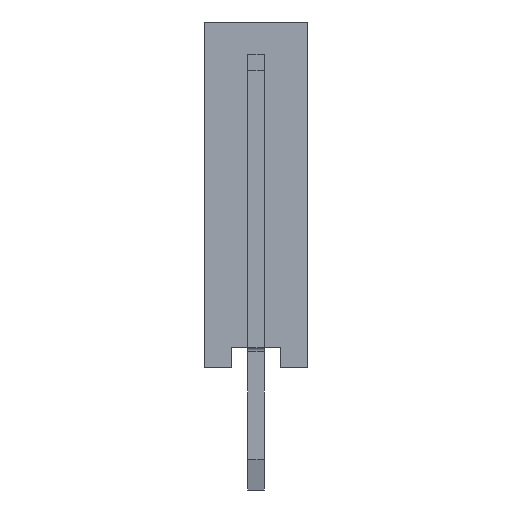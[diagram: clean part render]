
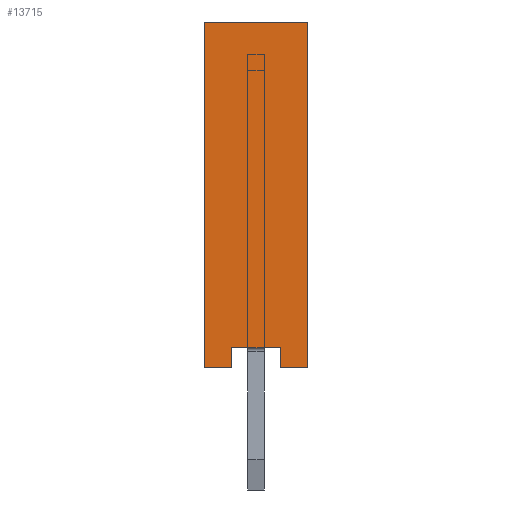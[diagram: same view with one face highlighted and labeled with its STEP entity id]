
A CAD part, left-side view. The second image highlights one B-rep face of the part: STEP entity #13715.
In plain terms, the highlighted planar face has unit normal (-1, 0, 0).
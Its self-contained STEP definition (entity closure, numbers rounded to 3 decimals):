
#13715=ADVANCED_FACE('',(#29313),#29315,.T.);
#29313=FACE_BOUND('',#29314,.T.);
#29314=EDGE_LOOP('',(#42089,#42090,#42091,#42092,#42093,#42094,#42095,#42096));
#29315=PLANE('',#29316);
#29316=AXIS2_PLACEMENT_3D('',#29317,#29318,#29319);
#29317=CARTESIAN_POINT('',(-1.27,1.27,0.));
#29318=DIRECTION('',(-1.,0.,0.));
#29319=DIRECTION('',(0.,-1.,0.));
#42089=ORIENTED_EDGE('',*,*,#49611,.T.);
#42090=ORIENTED_EDGE('',*,*,#49612,.T.);
#42091=ORIENTED_EDGE('',*,*,#49613,.T.);
#42092=ORIENTED_EDGE('',*,*,#49614,.F.);
#42093=ORIENTED_EDGE('',*,*,#49615,.F.);
#42094=ORIENTED_EDGE('',*,*,#49616,.T.);
#42095=ORIENTED_EDGE('',*,*,#49617,.T.);
#42096=ORIENTED_EDGE('',*,*,#47157,.T.);
#47157=EDGE_CURVE('',#55025,#55026,#55027,.T.);
#49611=EDGE_CURVE('',#55026,#58675,#58676,.F.);
#49612=EDGE_CURVE('',#58675,#58677,#58678,.T.);
#49613=EDGE_CURVE('',#58677,#58679,#58680,.T.);
#49614=EDGE_CURVE('',#58681,#58679,#58682,.T.);
#49615=EDGE_CURVE('',#58683,#58681,#58684,.T.);
#49616=EDGE_CURVE('',#58683,#58685,#58686,.T.);
#49617=EDGE_CURVE('',#58685,#55025,#58687,.F.);
#55025=VERTEX_POINT('',#69809);
#55026=VERTEX_POINT('',#69810);
#55027=LINE('',#69811,#69812);
#58675=VERTEX_POINT('',#78737);
#58676=LINE('',#78738,#78739);
#58677=VERTEX_POINT('',#78741);
#58678=LINE('',#78742,#78743);
#58679=VERTEX_POINT('',#78745);
#58680=LINE('',#78746,#78747);
#58681=VERTEX_POINT('',#78749);
#58682=LINE('',#78750,#78751);
#58683=VERTEX_POINT('',#78753);
#58684=LINE('',#78754,#78755);
#58685=VERTEX_POINT('',#78757);
#58686=LINE('',#78758,#78759);
#58687=LINE('',#78761,#78762);
#69809=CARTESIAN_POINT('',(-1.27,0.6,0.5));
#69810=CARTESIAN_POINT('',(-1.27,-0.6,0.5));
#69811=CARTESIAN_POINT('',(-1.27,0.6,0.5));
#69812=VECTOR('',#69813,1.);
#69813=DIRECTION('',(0.,-1.,0.));
#78737=CARTESIAN_POINT('',(-1.27,-0.6,0.));
#78738=CARTESIAN_POINT('',(-1.27,-0.6,0.));
#78739=VECTOR('',#78740,1.);
#78740=DIRECTION('',(0.,0.,1.));
#78741=CARTESIAN_POINT('',(-1.27,-1.27,0.));
#78742=CARTESIAN_POINT('',(-1.27,-0.6,0.));
#78743=VECTOR('',#78744,1.);
#78744=DIRECTION('',(0.,-1.,0.));
#78745=CARTESIAN_POINT('',(-1.27,-1.27,8.5));
#78746=CARTESIAN_POINT('',(-1.27,-1.27,0.));
#78747=VECTOR('',#78748,1.);
#78748=DIRECTION('',(0.,0.,1.));
#78749=CARTESIAN_POINT('',(-1.27,1.27,8.5));
#78750=CARTESIAN_POINT('',(-1.27,1.27,8.5));
#78751=VECTOR('',#78752,1.);
#78752=DIRECTION('',(0.,-1.,0.));
#78753=CARTESIAN_POINT('',(-1.27,1.27,0.));
#78754=CARTESIAN_POINT('',(-1.27,1.27,0.));
#78755=VECTOR('',#78756,1.);
#78756=DIRECTION('',(0.,0.,1.));
#78757=CARTESIAN_POINT('',(-1.27,0.6,0.));
#78758=CARTESIAN_POINT('',(-1.27,1.27,0.));
#78759=VECTOR('',#78760,1.);
#78760=DIRECTION('',(0.,-1.,0.));
#78761=CARTESIAN_POINT('',(-1.27,0.6,0.5));
#78762=VECTOR('',#78763,1.);
#78763=DIRECTION('',(0.,0.,-1.));
